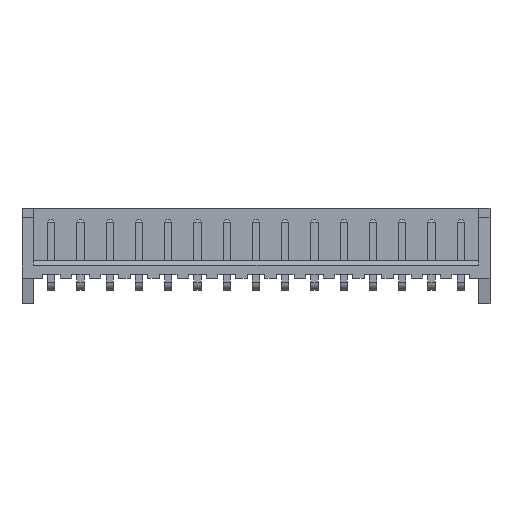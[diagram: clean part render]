
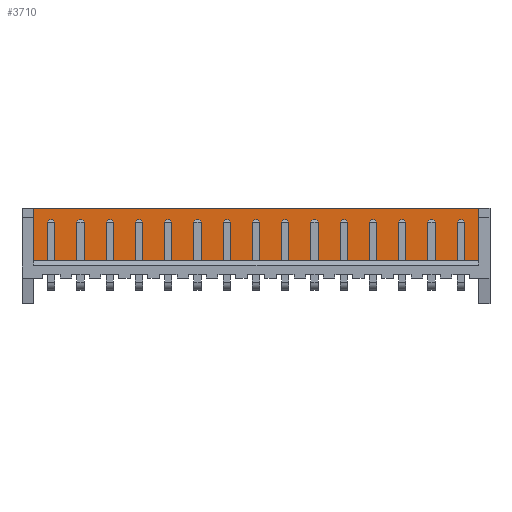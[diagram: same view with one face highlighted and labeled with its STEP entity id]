
A CAD part, top view. The second image highlights one B-rep face of the part: STEP entity #3710.
In plain terms, the highlighted planar face has unit normal (0, 0, 1).
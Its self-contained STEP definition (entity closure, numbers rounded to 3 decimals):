
#70 = PLANE('',#71);
#71 = AXIS2_PLACEMENT_3D('',#72,#73,#74);
#72 = CARTESIAN_POINT('',(-2.5,6.7,2.2));
#73 = DIRECTION('',(0.,-1.,0.));
#74 = DIRECTION('',(0.,0.,-1.));
#124 = PLANE('',#125);
#125 = AXIS2_PLACEMENT_3D('',#126,#127,#128);
#126 = CARTESIAN_POINT('',(36.5,2.2,2.6));
#127 = DIRECTION('',(0.,-1.,0.));
#128 = DIRECTION('',(-1.,0.,0.));
#470 = VERTEX_POINT('',#471);
#471 = CARTESIAN_POINT('',(-2.05,2.2,0.85));
#485 = PLANE('',#486);
#486 = AXIS2_PLACEMENT_3D('',#487,#488,#489);
#487 = CARTESIAN_POINT('',(-2.05,6.7,0.85));
#488 = DIRECTION('',(-1.,0.,0.));
#489 = DIRECTION('',(0.,0.,1.));
#497 = EDGE_CURVE('',#498,#470,#500,.T.);
#498 = VERTEX_POINT('',#499);
#499 = CARTESIAN_POINT('',(37.05,2.2,0.85));
#500 = SURFACE_CURVE('',#501,(#505,#512),.PCURVE_S1.);
#501 = LINE('',#502,#503);
#502 = CARTESIAN_POINT('',(37.05,2.2,0.85));
#503 = VECTOR('',#504,1.);
#504 = DIRECTION('',(-1.,0.,0.));
#505 = PCURVE('',#124,#506);
#506 = DEFINITIONAL_REPRESENTATION('',(#507),#511);
#507 = LINE('',#508,#509);
#508 = CARTESIAN_POINT('',(-0.55,1.75));
#509 = VECTOR('',#510,1.);
#510 = DIRECTION('',(1.,0.));
#511 = ( GEOMETRIC_REPRESENTATION_CONTEXT(2)
PARAMETRIC_REPRESENTATION_CONTEXT() REPRESENTATION_CONTEXT('2D SPACE',''
) );
#512 = PCURVE('',#513,#518);
#513 = PLANE('',#514);
#514 = AXIS2_PLACEMENT_3D('',#515,#516,#517);
#515 = CARTESIAN_POINT('',(37.05,6.7,0.85));
#516 = DIRECTION('',(0.,0.,-1.));
#517 = DIRECTION('',(-1.,0.,0.));
#518 = DEFINITIONAL_REPRESENTATION('',(#519),#523);
#519 = LINE('',#520,#521);
#520 = CARTESIAN_POINT('',(0.,-4.5));
#521 = VECTOR('',#522,1.);
#522 = DIRECTION('',(1.,0.));
#523 = ( GEOMETRIC_REPRESENTATION_CONTEXT(2)
PARAMETRIC_REPRESENTATION_CONTEXT() REPRESENTATION_CONTEXT('2D SPACE',''
) );
#541 = PLANE('',#542);
#542 = AXIS2_PLACEMENT_3D('',#543,#544,#545);
#543 = CARTESIAN_POINT('',(37.05,6.7,1.35));
#544 = DIRECTION('',(1.,0.,0.));
#545 = DIRECTION('',(0.,0.,-1.));
#2586 = VERTEX_POINT('',#2587);
#2587 = CARTESIAN_POINT('',(-2.05,6.7,0.85));
#2608 = EDGE_CURVE('',#2609,#2586,#2611,.T.);
#2609 = VERTEX_POINT('',#2610);
#2610 = CARTESIAN_POINT('',(37.05,6.7,0.85));
#2611 = SURFACE_CURVE('',#2612,(#2616,#2623),.PCURVE_S1.);
#2612 = LINE('',#2613,#2614);
#2613 = CARTESIAN_POINT('',(37.05,6.7,0.85));
#2614 = VECTOR('',#2615,1.);
#2615 = DIRECTION('',(-1.,0.,0.));
#2616 = PCURVE('',#70,#2617);
#2617 = DEFINITIONAL_REPRESENTATION('',(#2618),#2622);
#2618 = LINE('',#2619,#2620);
#2619 = CARTESIAN_POINT('',(1.35,39.55));
#2620 = VECTOR('',#2621,1.);
#2621 = DIRECTION('',(0.,-1.));
#2622 = ( GEOMETRIC_REPRESENTATION_CONTEXT(2)
PARAMETRIC_REPRESENTATION_CONTEXT() REPRESENTATION_CONTEXT('2D SPACE',''
) );
#2623 = PCURVE('',#513,#2624);
#2624 = DEFINITIONAL_REPRESENTATION('',(#2625),#2629);
#2625 = LINE('',#2626,#2627);
#2626 = CARTESIAN_POINT('',(0.,0.));
#2627 = VECTOR('',#2628,1.);
#2628 = DIRECTION('',(1.,0.));
#2629 = ( GEOMETRIC_REPRESENTATION_CONTEXT(2)
PARAMETRIC_REPRESENTATION_CONTEXT() REPRESENTATION_CONTEXT('2D SPACE',''
) );
#3664 = EDGE_CURVE('',#2609,#498,#3665,.T.);
#3665 = SURFACE_CURVE('',#3666,(#3670,#3677),.PCURVE_S1.);
#3666 = LINE('',#3667,#3668);
#3667 = CARTESIAN_POINT('',(37.05,6.7,0.85));
#3668 = VECTOR('',#3669,1.);
#3669 = DIRECTION('',(0.,-1.,0.));
#3670 = PCURVE('',#541,#3671);
#3671 = DEFINITIONAL_REPRESENTATION('',(#3672),#3676);
#3672 = LINE('',#3673,#3674);
#3673 = CARTESIAN_POINT('',(0.5,0.));
#3674 = VECTOR('',#3675,1.);
#3675 = DIRECTION('',(0.,-1.));
#3676 = ( GEOMETRIC_REPRESENTATION_CONTEXT(2)
PARAMETRIC_REPRESENTATION_CONTEXT() REPRESENTATION_CONTEXT('2D SPACE',''
) );
#3677 = PCURVE('',#513,#3678);
#3678 = DEFINITIONAL_REPRESENTATION('',(#3679),#3683);
#3679 = LINE('',#3680,#3681);
#3680 = CARTESIAN_POINT('',(0.,0.));
#3681 = VECTOR('',#3682,1.);
#3682 = DIRECTION('',(0.,-1.));
#3683 = ( GEOMETRIC_REPRESENTATION_CONTEXT(2)
PARAMETRIC_REPRESENTATION_CONTEXT() REPRESENTATION_CONTEXT('2D SPACE',''
) );
#3710 = ADVANCED_FACE('',(#3711),#513,.F.);
#3711 = FACE_BOUND('',#3712,.F.);
#3712 = EDGE_LOOP('',(#3713,#3714,#3715,#3736));
#3713 = ORIENTED_EDGE('',*,*,#3664,.T.);
#3714 = ORIENTED_EDGE('',*,*,#497,.T.);
#3715 = ORIENTED_EDGE('',*,*,#3716,.F.);
#3716 = EDGE_CURVE('',#2586,#470,#3717,.T.);
#3717 = SURFACE_CURVE('',#3718,(#3722,#3729),.PCURVE_S1.);
#3718 = LINE('',#3719,#3720);
#3719 = CARTESIAN_POINT('',(-2.05,6.7,0.85));
#3720 = VECTOR('',#3721,1.);
#3721 = DIRECTION('',(0.,-1.,0.));
#3722 = PCURVE('',#513,#3723);
#3723 = DEFINITIONAL_REPRESENTATION('',(#3724),#3728);
#3724 = LINE('',#3725,#3726);
#3725 = CARTESIAN_POINT('',(39.1,0.));
#3726 = VECTOR('',#3727,1.);
#3727 = DIRECTION('',(0.,-1.));
#3728 = ( GEOMETRIC_REPRESENTATION_CONTEXT(2)
PARAMETRIC_REPRESENTATION_CONTEXT() REPRESENTATION_CONTEXT('2D SPACE',''
) );
#3729 = PCURVE('',#485,#3730);
#3730 = DEFINITIONAL_REPRESENTATION('',(#3731),#3735);
#3731 = LINE('',#3732,#3733);
#3732 = CARTESIAN_POINT('',(0.,0.));
#3733 = VECTOR('',#3734,1.);
#3734 = DIRECTION('',(0.,-1.));
#3735 = ( GEOMETRIC_REPRESENTATION_CONTEXT(2)
PARAMETRIC_REPRESENTATION_CONTEXT() REPRESENTATION_CONTEXT('2D SPACE',''
) );
#3736 = ORIENTED_EDGE('',*,*,#2608,.F.);
